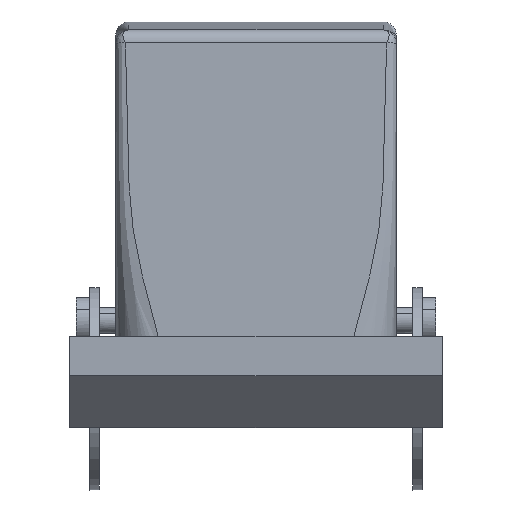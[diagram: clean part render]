
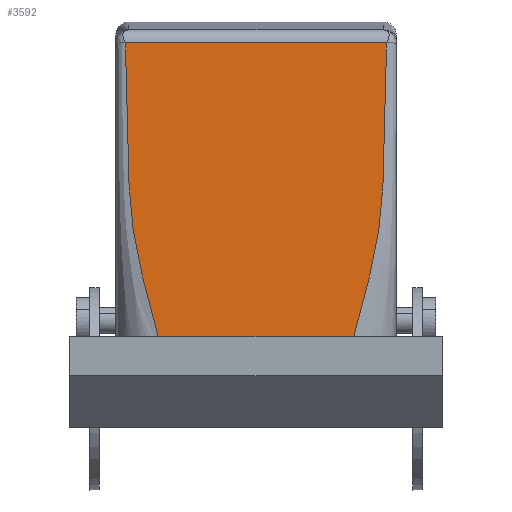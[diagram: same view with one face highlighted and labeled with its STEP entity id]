
A CAD part, front view. The second image highlights one B-rep face of the part: STEP entity #3592.
In plain terms, the highlighted planar face has unit normal (0, -1, 0.013).
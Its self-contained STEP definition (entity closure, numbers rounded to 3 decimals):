
#3557=AXIS2_PLACEMENT_3D('Plane Axis2P3D',#3554,#3555,#3556) ;
#1045=CARTESIAN_POINT('Vertex',(14.5,18.,19.8)) ;
#1114=CARTESIAN_POINT('Vertex',(42.5,18.,19.8)) ;
#1117=CARTESIAN_POINT('Line Origine',(28.5,18.,19.8)) ;
#2573=CARTESIAN_POINT('Control Point',(8.499,18.637,68.467)) ;
#2574=CARTESIAN_POINT('Control Point',(8.499,18.637,68.45)) ;
#2575=CARTESIAN_POINT('Control Point',(8.499,18.637,68.433)) ;
#2576=CARTESIAN_POINT('Control Point',(8.499,18.636,68.416)) ;
#2577=CARTESIAN_POINT('Control Point',(8.5,18.635,68.318)) ;
#2578=CARTESIAN_POINT('Control Point',(8.501,18.634,68.219)) ;
#2579=CARTESIAN_POINT('Control Point',(8.502,18.631,68.024)) ;
#2580=CARTESIAN_POINT('Control Point',(8.504,18.629,67.838)) ;
#2581=CARTESIAN_POINT('Control Point',(8.506,18.626,67.652)) ;
#2582=CARTESIAN_POINT('Control Point',(8.507,18.625,67.548)) ;
#2583=CARTESIAN_POINT('Control Point',(8.51,18.621,67.234)) ;
#2584=CARTESIAN_POINT('Control Point',(8.513,18.617,66.921)) ;
#2585=CARTESIAN_POINT('Control Point',(8.516,18.614,66.712)) ;
#2586=CARTESIAN_POINT('Control Point',(8.523,18.606,66.086)) ;
#2587=CARTESIAN_POINT('Control Point',(8.531,18.598,65.46)) ;
#2588=CARTESIAN_POINT('Control Point',(8.536,18.592,65.042)) ;
#2589=CARTESIAN_POINT('Control Point',(8.554,18.576,63.79)) ;
#2590=CARTESIAN_POINT('Control Point',(8.575,18.559,62.538)) ;
#2591=CARTESIAN_POINT('Control Point',(8.591,18.549,61.703)) ;
#2592=CARTESIAN_POINT('Control Point',(8.642,18.516,59.201)) ;
#2593=CARTESIAN_POINT('Control Point',(8.705,18.483,56.7)) ;
#2594=CARTESIAN_POINT('Control Point',(8.751,18.461,55.033)) ;
#2595=CARTESIAN_POINT('Control Point',(8.822,18.429,52.6)) ;
#2596=CARTESIAN_POINT('Control Point',(8.906,18.398,50.169)) ;
#2597=CARTESIAN_POINT('Control Point',(8.934,18.388,49.403)) ;
#2598=CARTESIAN_POINT('Control Point',(8.995,18.367,47.871)) ;
#2599=CARTESIAN_POINT('Control Point',(9.067,18.347,46.338)) ;
#2600=CARTESIAN_POINT('Control Point',(9.108,18.337,45.581)) ;
#2601=CARTESIAN_POINT('Control Point',(9.25,18.309,43.441)) ;
#2602=CARTESIAN_POINT('Control Point',(9.47,18.282,41.305)) ;
#2603=CARTESIAN_POINT('Control Point',(9.652,18.264,39.936)) ;
#2604=CARTESIAN_POINT('Control Point',(10.095,18.228,37.206)) ;
#2605=CARTESIAN_POINT('Control Point',(10.676,18.192,34.494)) ;
#2606=CARTESIAN_POINT('Control Point',(10.995,18.175,33.142)) ;
#2607=CARTESIAN_POINT('Control Point',(11.871,18.129,29.66)) ;
#2608=CARTESIAN_POINT('Control Point',(12.826,18.084,26.193)) ;
#2609=CARTESIAN_POINT('Control Point',(13.41,18.056,24.066)) ;
#2610=CARTESIAN_POINT('Control Point',(13.964,18.028,21.934)) ;
#2611=CARTESIAN_POINT('Control Point',(14.5,18.,19.8)) ;
#2612=CARTESIAN_POINT('Vertex',(8.499,18.637,68.467)) ;
#3503=CARTESIAN_POINT('Vertex',(48.501,18.637,68.467)) ;
#3507=CARTESIAN_POINT('Control Point',(48.501,18.637,68.467)) ;
#3508=CARTESIAN_POINT('Control Point',(48.501,18.637,68.45)) ;
#3509=CARTESIAN_POINT('Control Point',(48.501,18.637,68.433)) ;
#3510=CARTESIAN_POINT('Control Point',(48.501,18.636,68.416)) ;
#3511=CARTESIAN_POINT('Control Point',(48.5,18.635,68.318)) ;
#3512=CARTESIAN_POINT('Control Point',(48.499,18.634,68.219)) ;
#3513=CARTESIAN_POINT('Control Point',(48.498,18.631,68.024)) ;
#3514=CARTESIAN_POINT('Control Point',(48.496,18.629,67.838)) ;
#3515=CARTESIAN_POINT('Control Point',(48.494,18.626,67.652)) ;
#3516=CARTESIAN_POINT('Control Point',(48.493,18.625,67.548)) ;
#3517=CARTESIAN_POINT('Control Point',(48.49,18.621,67.234)) ;
#3518=CARTESIAN_POINT('Control Point',(48.487,18.617,66.921)) ;
#3519=CARTESIAN_POINT('Control Point',(48.484,18.614,66.712)) ;
#3520=CARTESIAN_POINT('Control Point',(48.477,18.606,66.086)) ;
#3521=CARTESIAN_POINT('Control Point',(48.469,18.598,65.46)) ;
#3522=CARTESIAN_POINT('Control Point',(48.464,18.592,65.042)) ;
#3523=CARTESIAN_POINT('Control Point',(48.446,18.576,63.79)) ;
#3524=CARTESIAN_POINT('Control Point',(48.425,18.559,62.538)) ;
#3525=CARTESIAN_POINT('Control Point',(48.409,18.549,61.703)) ;
#3526=CARTESIAN_POINT('Control Point',(48.358,18.516,59.201)) ;
#3527=CARTESIAN_POINT('Control Point',(48.295,18.483,56.7)) ;
#3528=CARTESIAN_POINT('Control Point',(48.249,18.461,55.033)) ;
#3529=CARTESIAN_POINT('Control Point',(48.178,18.429,52.6)) ;
#3530=CARTESIAN_POINT('Control Point',(48.094,18.398,50.169)) ;
#3531=CARTESIAN_POINT('Control Point',(48.066,18.388,49.403)) ;
#3532=CARTESIAN_POINT('Control Point',(48.005,18.367,47.871)) ;
#3533=CARTESIAN_POINT('Control Point',(47.933,18.347,46.338)) ;
#3534=CARTESIAN_POINT('Control Point',(47.892,18.337,45.581)) ;
#3535=CARTESIAN_POINT('Control Point',(47.75,18.309,43.441)) ;
#3536=CARTESIAN_POINT('Control Point',(47.53,18.282,41.305)) ;
#3537=CARTESIAN_POINT('Control Point',(47.348,18.264,39.936)) ;
#3538=CARTESIAN_POINT('Control Point',(46.905,18.228,37.206)) ;
#3539=CARTESIAN_POINT('Control Point',(46.324,18.192,34.494)) ;
#3540=CARTESIAN_POINT('Control Point',(46.005,18.175,33.142)) ;
#3541=CARTESIAN_POINT('Control Point',(45.129,18.129,29.66)) ;
#3542=CARTESIAN_POINT('Control Point',(44.174,18.084,26.193)) ;
#3543=CARTESIAN_POINT('Control Point',(43.59,18.056,24.066)) ;
#3544=CARTESIAN_POINT('Control Point',(43.036,18.028,21.934)) ;
#3545=CARTESIAN_POINT('Control Point',(42.5,18.,19.8)) ;
#3554=CARTESIAN_POINT('Axis2P3D Location',(28.5,19.046,99.715)) ;
#3560=CARTESIAN_POINT('Control Point',(48.5,18.638,68.521)) ;
#3561=CARTESIAN_POINT('Control Point',(48.501,18.638,68.51)) ;
#3562=CARTESIAN_POINT('Control Point',(48.502,18.638,68.499)) ;
#3563=CARTESIAN_POINT('Control Point',(48.502,18.637,68.488)) ;
#3564=CARTESIAN_POINT('Control Point',(48.502,18.637,68.477)) ;
#3565=CARTESIAN_POINT('Control Point',(48.501,18.637,68.467)) ;
#3566=CARTESIAN_POINT('Vertex',(48.5,18.638,68.521)) ;
#3569=CARTESIAN_POINT('Line Origine',(28.5,18.638,68.521)) ;
#3573=CARTESIAN_POINT('Vertex',(8.5,18.638,68.521)) ;
#3577=CARTESIAN_POINT('Control Point',(8.5,18.638,68.521)) ;
#3578=CARTESIAN_POINT('Control Point',(8.499,18.638,68.51)) ;
#3579=CARTESIAN_POINT('Control Point',(8.498,18.638,68.499)) ;
#3580=CARTESIAN_POINT('Control Point',(8.498,18.637,68.488)) ;
#3581=CARTESIAN_POINT('Control Point',(8.498,18.637,68.477)) ;
#3582=CARTESIAN_POINT('Control Point',(8.499,18.637,68.467)) ;
#1118=DIRECTION('Vector Direction',(-1.,0.,0.)) ;
#3555=DIRECTION('Axis2P3D Direction',(0.,-1.,0.013)) ;
#3556=DIRECTION('Axis2P3D XDirection',(-1.,0.,0.)) ;
#3570=DIRECTION('Vector Direction',(1.,0.,0.)) ;
#1119=VECTOR('Line Direction',#1118,1.) ;
#3571=VECTOR('Line Direction',#3570,1.) ;
#3585=ORIENTED_EDGE('',*,*,#1121,.T.) ;
#3586=ORIENTED_EDGE('',*,*,#3546,.T.) ;
#3587=ORIENTED_EDGE('',*,*,#3568,.T.) ;
#3588=ORIENTED_EDGE('',*,*,#3575,.F.) ;
#3589=ORIENTED_EDGE('',*,*,#3583,.F.) ;
#3590=ORIENTED_EDGE('',*,*,#2614,.F.) ;
#3592=ADVANCED_FACE('Housing',(#3591),#3558,.T.) ;
#2572=B_SPLINE_CURVE_WITH_KNOTS('',5,(#2573,#2574,#2575,#2576,#2577,#2578,#2579,#2580,#2581,#2582,#2583,#2584,#2585,#2586,#2587,#2588,#2589,#2590,#2591,#2592,#2593,#2594,#2595,#2596,#2597,#2598,#2599,#2600,#2601,#2602,#2603,#2604,#2605,#2606,#2607,#2608,#2609,#2610,#2611),.UNSPECIFIED.,.F.,.U.,(6,3,3,3,3,3,3,3,3,3,3,3,6),(5.137,5.221,5.629,6.151,7.194,9.28,13.453,21.791,25.623,29.465,36.352,43.24,54.164),.UNSPECIFIED.) ;
#3506=B_SPLINE_CURVE_WITH_KNOTS('',5,(#3507,#3508,#3509,#3510,#3511,#3512,#3513,#3514,#3515,#3516,#3517,#3518,#3519,#3520,#3521,#3522,#3523,#3524,#3525,#3526,#3527,#3528,#3529,#3530,#3531,#3532,#3533,#3534,#3535,#3536,#3537,#3538,#3539,#3540,#3541,#3542,#3543,#3544,#3545),.UNSPECIFIED.,.F.,.U.,(6,3,3,3,3,3,3,3,3,3,3,3,6),(5.137,5.221,5.629,6.151,7.194,9.28,13.453,21.791,25.623,29.465,36.352,43.24,54.164),.UNSPECIFIED.) ;
#3559=B_SPLINE_CURVE_WITH_KNOTS('',5,(#3560,#3561,#3562,#3563,#3564,#3565),.UNSPECIFIED.,.F.,.U.,(6,6),(0.,0.077),.UNSPECIFIED.) ;
#3576=B_SPLINE_CURVE_WITH_KNOTS('',5,(#3577,#3578,#3579,#3580,#3581,#3582),.UNSPECIFIED.,.F.,.U.,(6,6),(0.,0.077),.UNSPECIFIED.) ;
#1121=EDGE_CURVE('',#1046,#1115,#1120,.F.) ;
#2614=EDGE_CURVE('',#1046,#2613,#2572,.F.) ;
#3546=EDGE_CURVE('',#1115,#3504,#3506,.F.) ;
#3568=EDGE_CURVE('',#3504,#3567,#3559,.F.) ;
#3575=EDGE_CURVE('',#3574,#3567,#3572,.T.) ;
#3583=EDGE_CURVE('',#2613,#3574,#3576,.F.) ;
#3584=EDGE_LOOP('',(#3585,#3586,#3587,#3588,#3589,#3590)) ;
#3591=FACE_OUTER_BOUND('',#3584,.T.) ;
#1120=LINE('Line',#1117,#1119) ;
#3572=LINE('Line',#3569,#3571) ;
#3558=PLANE('',#3557) ;
#1046=VERTEX_POINT('',#1045) ;
#1115=VERTEX_POINT('',#1114) ;
#2613=VERTEX_POINT('',#2612) ;
#3504=VERTEX_POINT('',#3503) ;
#3567=VERTEX_POINT('',#3566) ;
#3574=VERTEX_POINT('',#3573) ;
